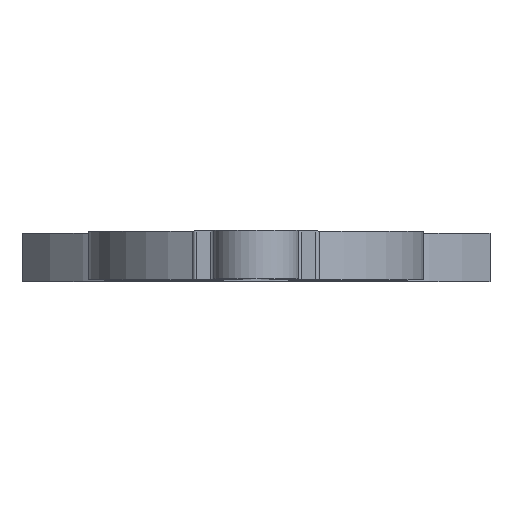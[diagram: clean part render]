
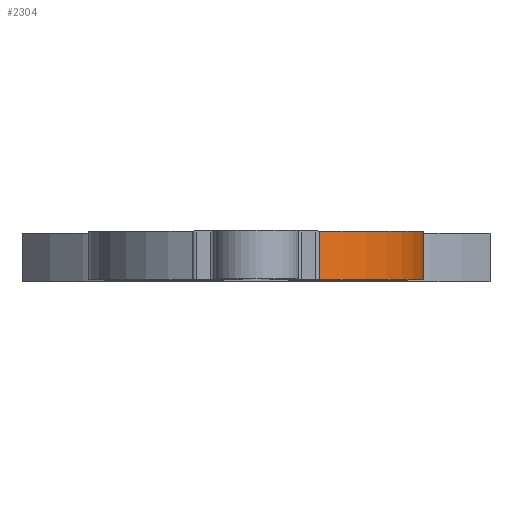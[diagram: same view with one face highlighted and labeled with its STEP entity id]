
A CAD part, top view. The second image highlights one B-rep face of the part: STEP entity #2304.
In plain terms, the highlighted cylindrical face has radius 50.258 mm (diameter 100.515 mm), a partial arc.
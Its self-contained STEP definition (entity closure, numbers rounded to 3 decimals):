
#84=CIRCLE('',#2446,50.258);
#108=CIRCLE('',#2484,50.258);
#147=CYLINDRICAL_SURFACE('',#2511,50.258);
#315=FACE_OUTER_BOUND('',#445,.T.);
#445=EDGE_LOOP('',(#2091,#2092,#2093,#2094));
#670=LINE('',#3940,#888);
#671=LINE('',#3942,#889);
#888=VECTOR('',#3072,10.);
#889=VECTOR('',#3075,10.);
#1113=VERTEX_POINT('',#3758);
#1114=VERTEX_POINT('',#3760);
#1154=VERTEX_POINT('',#3872);
#1155=VERTEX_POINT('',#3874);
#1395=EDGE_CURVE('',#1114,#1113,#84,.T.);
#1454=EDGE_CURVE('',#1154,#1155,#108,.T.);
#1488=EDGE_CURVE('',#1155,#1113,#670,.T.);
#1489=EDGE_CURVE('',#1154,#1114,#671,.T.);
#2091=ORIENTED_EDGE('',*,*,#1489,.T.);
#2092=ORIENTED_EDGE('',*,*,#1395,.T.);
#2093=ORIENTED_EDGE('',*,*,#1488,.F.);
#2094=ORIENTED_EDGE('',*,*,#1454,.F.);
#2304=ADVANCED_FACE('',(#315),#147,.T.);
#2446=AXIS2_PLACEMENT_3D('',#3761,#2877,#2878);
#2484=AXIS2_PLACEMENT_3D('',#3875,#2988,#2989);
#2511=AXIS2_PLACEMENT_3D('',#3941,#3073,#3074);
#2877=DIRECTION('center_axis',(0.,1.,0.));
#2878=DIRECTION('ref_axis',(0.377,0.,0.926));
#2988=DIRECTION('center_axis',(0.,1.,0.));
#2989=DIRECTION('ref_axis',(0.377,0.,0.926));
#3072=DIRECTION('',(0.,-1.,0.));
#3073=DIRECTION('center_axis',(0.,1.,0.));
#3074=DIRECTION('ref_axis',(0.3,0.,0.954));
#3075=DIRECTION('',(0.,-1.,0.));
#3758=CARTESIAN_POINT('',(21.286,-12.,227.558));
#3760=CARTESIAN_POINT('',(18.94,-12.,319.637));
#3761=CARTESIAN_POINT('Origin',(0.,-12.,273.085));
#3872=CARTESIAN_POINT('',(18.94,2.5,319.637));
#3874=CARTESIAN_POINT('',(21.286,2.5,227.558));
#3875=CARTESIAN_POINT('Origin',(0.,2.5,273.085));
#3940=CARTESIAN_POINT('',(21.286,-4.75,227.558));
#3941=CARTESIAN_POINT('Origin',(0.,-4.75,273.085));
#3942=CARTESIAN_POINT('',(18.94,1.25,319.637));
